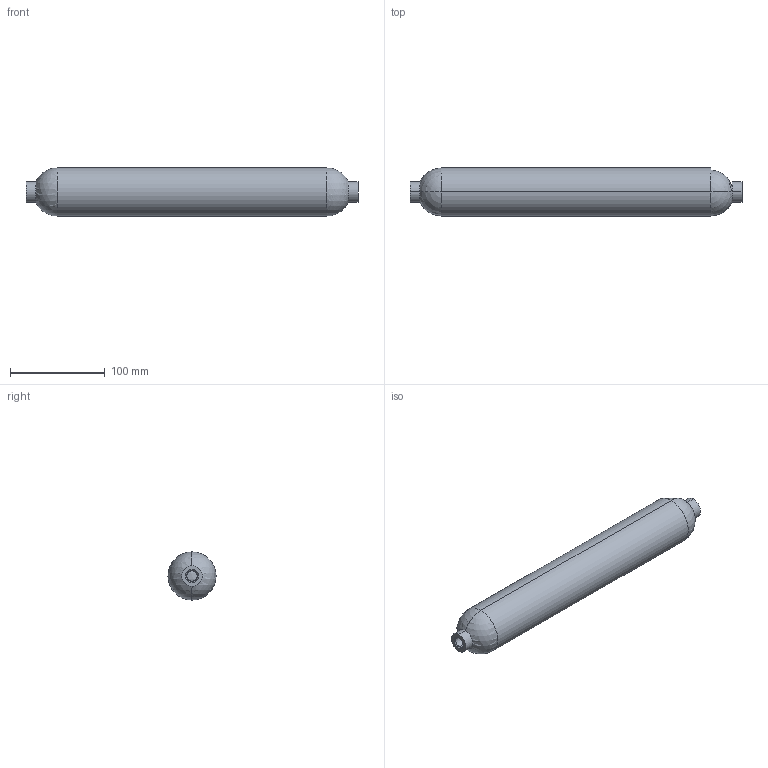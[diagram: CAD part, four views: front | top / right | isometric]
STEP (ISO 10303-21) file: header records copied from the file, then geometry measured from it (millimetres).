
FILE_DESCRIPTION(('starvars output'),'2;1');
FILE_NAME('cv20240930231309000036507.stp','23:13:09 2024/09/30',( 'Thomas Industrial Network Germany GmbH'),( 'Thomas Industrial Network Germany GmbH'),'unknown preprocess','ACIS' ,'unknown authorization');
FILE_SCHEMA(('AUTOMOTIVE_DESIGN_CC2 {UNKNOWN IMPLEMENTATION LEVEL}'));
Length unit declared in the file: millimetre
Products named in the file (1): PRODUCT_ID_1
Bounding box: 350.52 x 50.8 x 50.8 mm (x, y, z)
Volume: 103512.7 mm3; surface area: 110998.2 mm2
Topology: 1 solids, 1 shells, 30 faces, 76 edges, 32 vertices
Faces by surface type: cylinder 12, sphere 8, cone 8, plane 2
Entity records: 949 total; most frequent: ORIENTED_EDGE 120, DIRECTION 100, CARTESIAN_POINT 92, EDGE_CURVE 60, AXIS2_PLACEMENT_3D 40, VERTEX_POINT 32, EDGE_LOOP 32, FACE_BOUND 32
